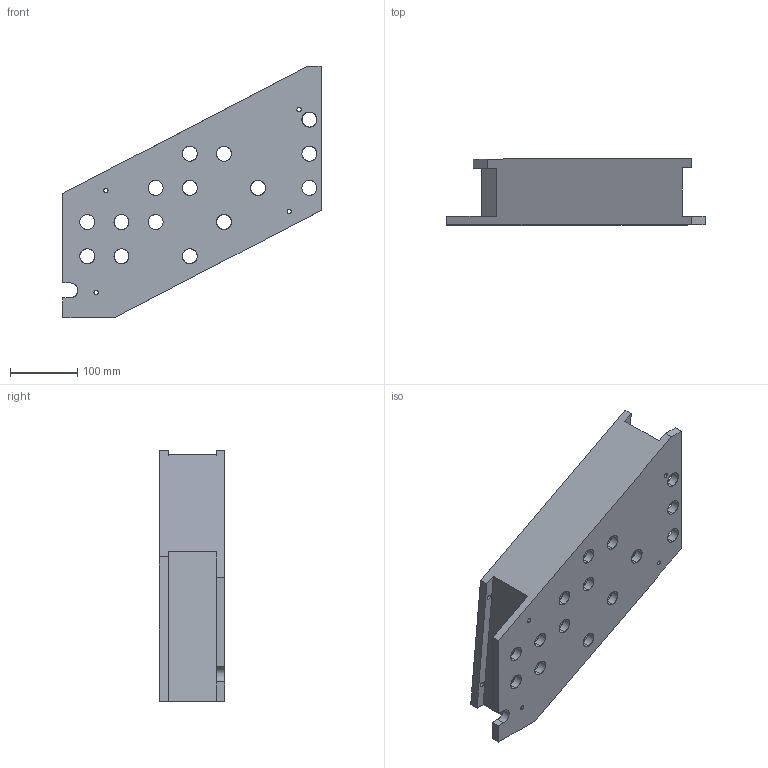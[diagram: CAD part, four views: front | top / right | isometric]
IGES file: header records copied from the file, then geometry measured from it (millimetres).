
Start section: SolidWorks IGES file using analytic representation for surfaces
Global section: file name: D1100366 AdLIGO AOS Spacer, Scraper Baffle, L1-v2.IGS; native system: SolidWorks 2012; preprocessor: SolidWorks 2012; author: kbucklan; date: 120517.103414; units: inch
Bounding box: 384.05 x 97.99 x 373.89 mm (x, y, z)
Surface area: 419767 mm2 (no closed solid volume)
Topology: 0 solids, 0 shells, 122 faces, 2422 edges, 2422 vertices
Faces by surface type: revolution 67, bspline 55
